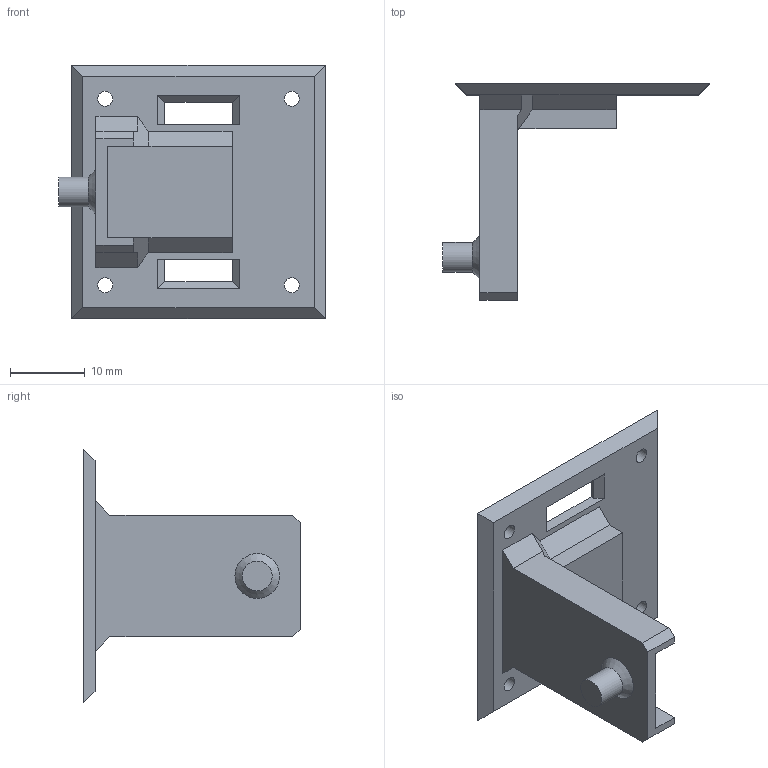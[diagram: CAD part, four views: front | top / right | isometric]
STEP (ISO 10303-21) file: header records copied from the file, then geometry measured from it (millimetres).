
FILE_DESCRIPTION(/* description */ (''),/* implementation_level */ '2;1');
FILE_NAME(/* name */ 'Cardan_Hinge_ServoHolder.stp',/* time_stamp */ '2015-02-27T17:34:41+01:00',/* author */ ('Przem'),/* organization */ (''),/* preprocessor_version */ 'ST-DEVELOPER v15.2',/* originating_system */ 'Autodesk Inventor 2014',/* authorisation */ '');
FILE_SCHEMA (('AUTOMOTIVE_DESIGN { 1 0 10303 214 3 1 1 }'));
Length unit declared in the file: millimetre
Products named in the file (1): Cardan_Hinge_ServoHolder
Bounding box: 35.75 x 29 x 34 mm (x, y, z)
Volume: 3588.3 mm3; surface area: 3826.2 mm2
Topology: 1 solids, 1 shells, 51 faces, 131 edges, 85 vertices
Faces by surface type: plane 44, cylinder 6, cone 1
Full cylindrical faces by diameter (mm): 1.5 x1, 2 x4, 4 x1
Entity records: 1535 total; most frequent: CARTESIAN_POINT 261, ORIENTED_EDGE 248, DIRECTION 241, EDGE_CURVE 124, LINE 111, VECTOR 111, VERTEX_POINT 85, EDGE_LOOP 73
